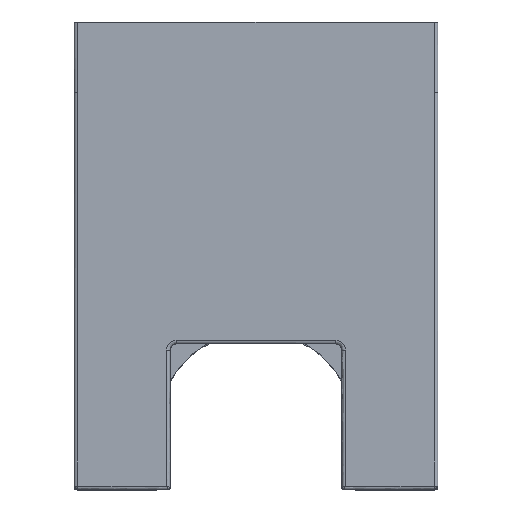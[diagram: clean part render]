
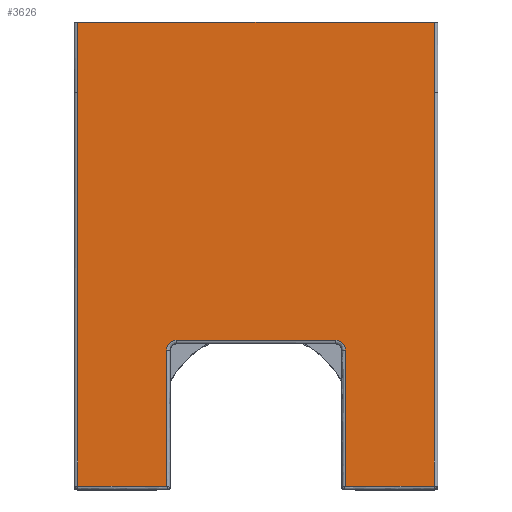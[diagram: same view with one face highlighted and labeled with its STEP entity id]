
A CAD part, top view. The second image highlights one B-rep face of the part: STEP entity #3626.
In plain terms, the highlighted planar face has unit normal (0, 0, 1).
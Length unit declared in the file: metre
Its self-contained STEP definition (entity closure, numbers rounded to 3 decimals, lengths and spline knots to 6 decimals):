
#237=LINE('',#5037,#482);
#238=LINE('',#5039,#483);
#239=LINE('',#5041,#484);
#482=VECTOR('',#4098,1.);
#483=VECTOR('',#4099,1.);
#484=VECTOR('',#4100,1.);
#823=ORIENTED_EDGE('',*,*,#1972,.T.);
#824=ORIENTED_EDGE('',*,*,#1973,.F.);
#825=ORIENTED_EDGE('',*,*,#1974,.T.);
#826=ORIENTED_EDGE('',*,*,#1975,.T.);
#827=ORIENTED_EDGE('',*,*,#1976,.T.);
#828=ORIENTED_EDGE('',*,*,#1977,.T.);
#829=ORIENTED_EDGE('',*,*,#1978,.T.);
#830=ORIENTED_EDGE('',*,*,#1979,.T.);
#831=ORIENTED_EDGE('',*,*,#1980,.T.);
#832=ORIENTED_EDGE('',*,*,#1981,.T.);
#833=ORIENTED_EDGE('',*,*,#1982,.T.);
#834=ORIENTED_EDGE('',*,*,#1983,.T.);
#1972=EDGE_CURVE('',#2546,#2547,#2838,.T.);
#1973=EDGE_CURVE('',#2548,#2547,#237,.T.);
#1974=EDGE_CURVE('',#2548,#2549,#238,.T.);
#1975=EDGE_CURVE('',#2549,#2550,#239,.T.);
#1976=EDGE_CURVE('',#2550,#2551,#2839,.T.);
#1977=EDGE_CURVE('',#2551,#2552,#2840,.T.);
#1978=EDGE_CURVE('',#2552,#2553,#2841,.T.);
#1979=EDGE_CURVE('',#2553,#2554,#2842,.T.);
#1980=EDGE_CURVE('',#2554,#2555,#2843,.T.);
#1981=EDGE_CURVE('',#2555,#2556,#2844,.T.);
#1982=EDGE_CURVE('',#2556,#2557,#2845,.T.);
#1983=EDGE_CURVE('',#2557,#2546,#2846,.T.);
#2546=VERTEX_POINT('',#5035);
#2547=VERTEX_POINT('',#5036);
#2548=VERTEX_POINT('',#5038);
#2549=VERTEX_POINT('',#5040);
#2550=VERTEX_POINT('',#5042);
#2551=VERTEX_POINT('',#5047);
#2552=VERTEX_POINT('',#5052);
#2553=VERTEX_POINT('',#5057);
#2554=VERTEX_POINT('',#5062);
#2555=VERTEX_POINT('',#5067);
#2556=VERTEX_POINT('',#5072);
#2557=VERTEX_POINT('',#5077);
#2838=B_SPLINE_CURVE_WITH_KNOTS('',3,(#5031,#5032,#5033,#5034),
 .UNSPECIFIED.,.F.,.F.,(4,4),(0.,1.),.UNSPECIFIED.);
#2839=B_SPLINE_CURVE_WITH_KNOTS('',3,(#5043,#5044,#5045,#5046),
 .UNSPECIFIED.,.F.,.F.,(4,4),(0.,1.),.UNSPECIFIED.);
#2840=B_SPLINE_CURVE_WITH_KNOTS('',3,(#5048,#5049,#5050,#5051),
 .UNSPECIFIED.,.F.,.F.,(4,4),(0.,1.),.UNSPECIFIED.);
#2841=B_SPLINE_CURVE_WITH_KNOTS('',3,(#5053,#5054,#5055,#5056),
 .UNSPECIFIED.,.F.,.F.,(4,4),(0.,1.),.UNSPECIFIED.);
#2842=B_SPLINE_CURVE_WITH_KNOTS('',3,(#5058,#5059,#5060,#5061),
 .UNSPECIFIED.,.F.,.F.,(4,4),(0.,1.),.UNSPECIFIED.);
#2843=B_SPLINE_CURVE_WITH_KNOTS('',3,(#5063,#5064,#5065,#5066),
 .UNSPECIFIED.,.F.,.F.,(4,4),(0.,1.),.UNSPECIFIED.);
#2844=B_SPLINE_CURVE_WITH_KNOTS('',3,(#5068,#5069,#5070,#5071),
 .UNSPECIFIED.,.F.,.F.,(4,4),(0.,1.),.UNSPECIFIED.);
#2845=B_SPLINE_CURVE_WITH_KNOTS('',3,(#5073,#5074,#5075,#5076),
 .UNSPECIFIED.,.F.,.F.,(4,4),(0.,1.),.UNSPECIFIED.);
#2846=B_SPLINE_CURVE_WITH_KNOTS('',3,(#5078,#5079,#5080,#5081),
 .UNSPECIFIED.,.F.,.F.,(4,4),(0.,1.),.UNSPECIFIED.);
#3074=EDGE_LOOP('',(#823,#824,#825,#826,#827,#828,#829,#830,#831,#832,#833,
#834));
#3309=FACE_BOUND('',#3074,.T.);
#3538=PLANE('',#3874);
#3626=ADVANCED_FACE('',(#3309),#3538,.F.);
#3874=AXIS2_PLACEMENT_3D('',#5030,#4096,#4097);
#4096=DIRECTION('',(0.,0.,-1.));
#4097=DIRECTION('',(-1.,0.,0.));
#4098=DIRECTION('',(0.,-1.,0.));
#4099=DIRECTION('',(-1.,0.,0.));
#4100=DIRECTION('',(0.,-1.,0.));
#5030=CARTESIAN_POINT('',(0.,-0.023223,0.021377));
#5031=CARTESIAN_POINT('',(0.0147,-0.022923,0.021377));
#5032=CARTESIAN_POINT('',(0.0147,-0.012108,0.021377));
#5033=CARTESIAN_POINT('',(0.0147,-0.001292,0.021377));
#5034=CARTESIAN_POINT('',(0.0147,0.009523,0.021377));
#5035=CARTESIAN_POINT('',(0.0147,-0.022923,0.021377));
#5036=CARTESIAN_POINT('',(0.0147,0.009523,0.021377));
#5037=CARTESIAN_POINT('',(0.0147,0.015323,0.021377));
#5038=CARTESIAN_POINT('',(0.0147,0.015323,0.021377));
#5039=CARTESIAN_POINT('',(0.,0.015323,0.021377));
#5040=CARTESIAN_POINT('',(-0.0147,0.015323,0.021377));
#5041=CARTESIAN_POINT('',(-0.0147,0.015323,0.021377));
#5042=CARTESIAN_POINT('',(-0.0147,0.009523,0.021377));
#5043=CARTESIAN_POINT('',(-0.0147,0.009523,0.021377));
#5044=CARTESIAN_POINT('',(-0.0147,-0.001292,0.021377));
#5045=CARTESIAN_POINT('',(-0.0147,-0.012108,0.021377));
#5046=CARTESIAN_POINT('',(-0.0147,-0.022923,0.021377));
#5047=CARTESIAN_POINT('',(-0.0147,-0.022923,0.021377));
#5048=CARTESIAN_POINT('',(-0.0147,-0.022923,0.021377));
#5049=CARTESIAN_POINT('',(-0.012257,-0.022923,0.021377));
#5050=CARTESIAN_POINT('',(-0.009813,-0.022923,0.021377));
#5051=CARTESIAN_POINT('',(-0.00737,-0.022923,0.021377));
#5052=CARTESIAN_POINT('',(-0.00737,-0.022923,0.021377));
#5053=CARTESIAN_POINT('',(-0.00737,-0.022923,0.021377));
#5054=CARTESIAN_POINT('',(-0.00737,-0.019186,0.021377));
#5055=CARTESIAN_POINT('',(-0.00737,-0.015448,0.021377));
#5056=CARTESIAN_POINT('',(-0.00737,-0.011711,0.021377));
#5057=CARTESIAN_POINT('',(-0.00737,-0.011711,0.021377));
#5058=CARTESIAN_POINT('',(-0.00737,-0.011711,0.021377));
#5059=CARTESIAN_POINT('',(-0.00737,-0.011277,0.021377));
#5060=CARTESIAN_POINT('',(-0.007008,-0.010911,0.021377));
#5061=CARTESIAN_POINT('',(-0.00657,-0.010911,0.021377));
#5062=CARTESIAN_POINT('',(-0.00657,-0.010911,0.021377));
#5063=CARTESIAN_POINT('',(-0.00657,-0.010911,0.021377));
#5064=CARTESIAN_POINT('',(-0.00219,-0.010911,0.021377));
#5065=CARTESIAN_POINT('',(0.00219,-0.010911,0.021377));
#5066=CARTESIAN_POINT('',(0.00657,-0.010911,0.021377));
#5067=CARTESIAN_POINT('',(0.00657,-0.010911,0.021377));
#5068=CARTESIAN_POINT('',(0.00657,-0.010911,0.021377));
#5069=CARTESIAN_POINT('',(0.007003,-0.010911,0.021377));
#5070=CARTESIAN_POINT('',(0.00737,-0.011272,0.021377));
#5071=CARTESIAN_POINT('',(0.00737,-0.011711,0.021377));
#5072=CARTESIAN_POINT('',(0.00737,-0.011711,0.021377));
#5073=CARTESIAN_POINT('',(0.00737,-0.011711,0.021377));
#5074=CARTESIAN_POINT('',(0.00737,-0.015448,0.021377));
#5075=CARTESIAN_POINT('',(0.00737,-0.019186,0.021377));
#5076=CARTESIAN_POINT('',(0.00737,-0.022923,0.021377));
#5077=CARTESIAN_POINT('',(0.00737,-0.022923,0.021377));
#5078=CARTESIAN_POINT('',(0.00737,-0.022923,0.021377));
#5079=CARTESIAN_POINT('',(0.009813,-0.022923,0.021377));
#5080=CARTESIAN_POINT('',(0.012257,-0.022923,0.021377));
#5081=CARTESIAN_POINT('',(0.0147,-0.022923,0.021377));
